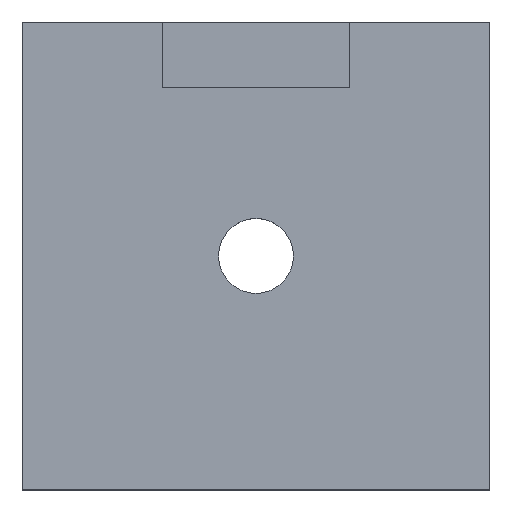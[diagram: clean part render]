
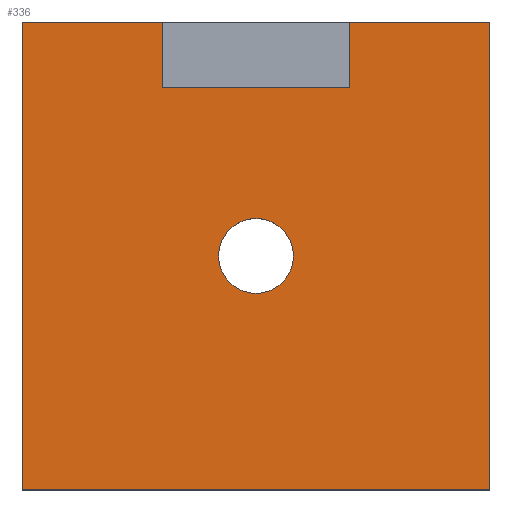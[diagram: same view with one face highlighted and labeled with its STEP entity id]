
A CAD part, top view. The second image highlights one B-rep face of the part: STEP entity #336.
In plain terms, the highlighted planar face has unit normal (0, 0, 1).
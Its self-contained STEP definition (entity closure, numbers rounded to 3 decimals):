
#18=FACE_BOUND('',#72,.T.);
#28=CIRCLE('',#368,8.);
#48=FACE_OUTER_BOUND('',#71,.T.);
#71=EDGE_LOOP('',(#289,#290,#291,#292,#293,#294,#295,#296));
#72=EDGE_LOOP('',(#297));
#74=LINE('',#475,#110);
#78=LINE('',#484,#114);
#82=LINE('',#491,#118);
#85=LINE('',#497,#121);
#89=LINE('',#504,#125);
#105=LINE('',#551,#141);
#107=LINE('',#555,#143);
#108=LINE('',#558,#144);
#110=VECTOR('',#383,10.);
#114=VECTOR('',#389,10.);
#118=VECTOR('',#395,10.);
#121=VECTOR('',#402,10.);
#125=VECTOR('',#406,10.);
#141=VECTOR('',#456,10.);
#143=VECTOR('',#460,10.);
#144=VECTOR('',#465,10.);
#146=VERTEX_POINT('',#473);
#147=VERTEX_POINT('',#474);
#150=VERTEX_POINT('',#482);
#151=VERTEX_POINT('',#483);
#154=VERTEX_POINT('',#496);
#157=VERTEX_POINT('',#502);
#164=VERTEX_POINT('',#524);
#171=VERTEX_POINT('',#549);
#172=VERTEX_POINT('',#553);
#173=EDGE_CURVE('',#146,#147,#74,.T.);
#177=EDGE_CURVE('',#150,#151,#78,.T.);
#181=EDGE_CURVE('',#147,#150,#82,.T.);
#184=EDGE_CURVE('',#154,#146,#85,.T.);
#188=EDGE_CURVE('',#151,#157,#89,.T.);
#197=EDGE_CURVE('',#164,#164,#28,.T.);
#211=EDGE_CURVE('',#157,#171,#105,.T.);
#213=EDGE_CURVE('',#171,#172,#107,.T.);
#214=EDGE_CURVE('',#172,#154,#108,.T.);
#289=ORIENTED_EDGE('',*,*,#177,.T.);
#290=ORIENTED_EDGE('',*,*,#188,.T.);
#291=ORIENTED_EDGE('',*,*,#211,.T.);
#292=ORIENTED_EDGE('',*,*,#213,.T.);
#293=ORIENTED_EDGE('',*,*,#214,.T.);
#294=ORIENTED_EDGE('',*,*,#184,.T.);
#295=ORIENTED_EDGE('',*,*,#173,.T.);
#296=ORIENTED_EDGE('',*,*,#181,.T.);
#297=ORIENTED_EDGE('',*,*,#197,.T.);
#317=PLANE('',#377);
#336=ADVANCED_FACE('',(#48,#18),#317,.T.);
#368=AXIS2_PLACEMENT_3D('',#525,#431,#432);
#377=AXIS2_PLACEMENT_3D('',#559,#466,#467);
#383=DIRECTION('',(0.,-1.,0.));
#389=DIRECTION('',(0.,1.,0.));
#395=DIRECTION('',(-1.,0.,0.));
#402=DIRECTION('',(-1.,0.,0.));
#406=DIRECTION('',(-1.,0.,0.));
#431=DIRECTION('center_axis',(0.,0.,-1.));
#432=DIRECTION('ref_axis',(-1.,0.,0.));
#456=DIRECTION('',(0.,-1.,0.));
#460=DIRECTION('',(1.,0.,0.));
#465=DIRECTION('',(0.,1.,0.));
#466=DIRECTION('center_axis',(0.,0.,1.));
#467=DIRECTION('ref_axis',(1.,0.,0.));
#473=CARTESIAN_POINT('',(20.,50.,35.));
#474=CARTESIAN_POINT('',(20.,36.,35.));
#475=CARTESIAN_POINT('',(20.,25.,35.));
#482=CARTESIAN_POINT('',(-20.,36.,35.));
#483=CARTESIAN_POINT('',(-20.,50.,35.));
#484=CARTESIAN_POINT('',(-20.,18.,35.));
#491=CARTESIAN_POINT('',(10.,36.,35.));
#496=CARTESIAN_POINT('',(50.,50.,35.));
#497=CARTESIAN_POINT('',(-50.,50.,35.));
#502=CARTESIAN_POINT('',(-50.,50.,35.));
#504=CARTESIAN_POINT('',(-50.,50.,35.));
#524=CARTESIAN_POINT('',(8.,0.,35.));
#525=CARTESIAN_POINT('Origin',(0.,0.,35.));
#549=CARTESIAN_POINT('',(-50.,-50.,35.));
#551=CARTESIAN_POINT('',(-50.,-50.,35.));
#553=CARTESIAN_POINT('',(50.,-50.,35.));
#555=CARTESIAN_POINT('',(50.,-50.,35.));
#558=CARTESIAN_POINT('',(50.,50.,35.));
#559=CARTESIAN_POINT('Origin',(0.,0.,35.));
